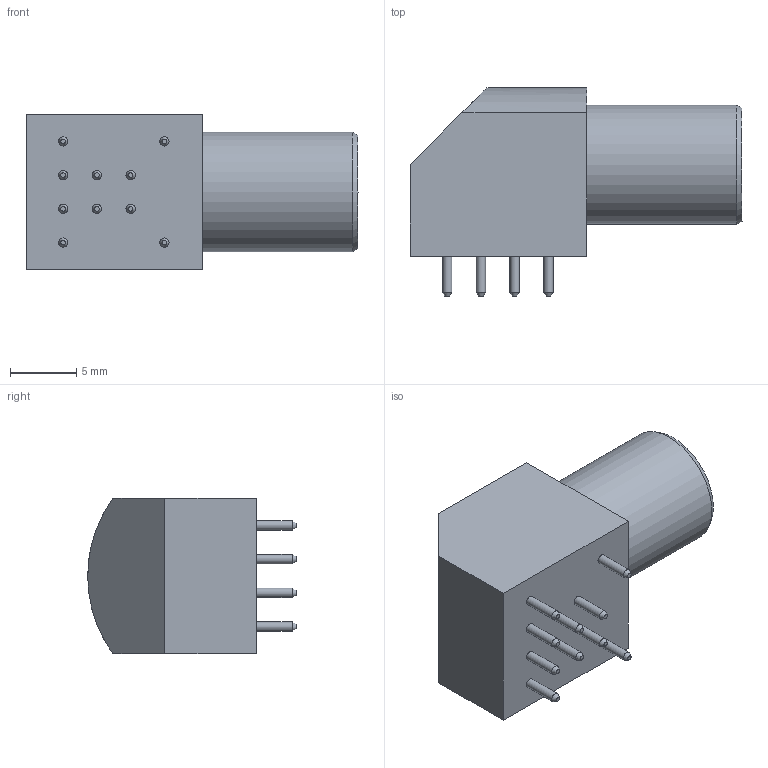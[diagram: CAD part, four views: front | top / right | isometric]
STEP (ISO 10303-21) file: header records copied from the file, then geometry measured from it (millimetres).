
FILE_DESCRIPTION( ( 'STEP AP214' ), '1' );
FILE_NAME( 'psolqas0923341452.stp', '2019-02-01T08:23:34', ( '' ), ( '' ), ' ', 'PARTsolutions', ' ' );
FILE_SCHEMA( ( 'AUTOMOTIVE_DESIGN { 1 0 10303 214 1 1 1 1 }' ) );
Length unit declared in the file: metre
Products named in the file (1): Solide2
Bounding box: 25 x 15.7 x 11.7 mm (x, y, z)
Volume: 2473.3 mm3; surface area: 1225.2 mm2
Topology: 1 solids, 1 shells, 40 faces, 71 edges, 44 vertices
Faces by surface type: plane 17, cylinder 12, cone 11
Full cylindrical faces by diameter (mm): 0.7 x10, 8.98 x1
Entity records: 1187 total; most frequent: DIRECTION 165, CARTESIAN_POINT 132, ORIENTED_EDGE 96, AXIS2_PLACEMENT_3D 76, EDGE_LOOP 73, FACE_OUTER_BOUND 51, EDGE_CURVE 48, VERTEX_POINT 43
